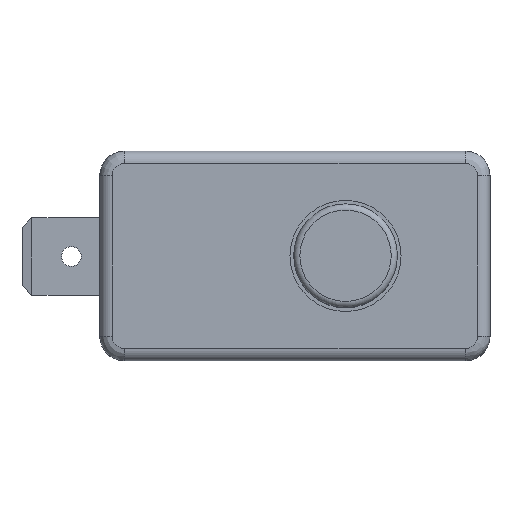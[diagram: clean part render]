
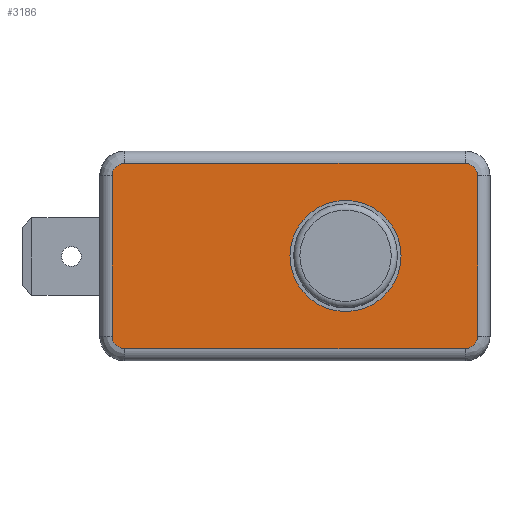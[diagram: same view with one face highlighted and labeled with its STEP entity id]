
A CAD part, top view. The second image highlights one B-rep face of the part: STEP entity #3186.
In plain terms, the highlighted planar face has unit normal (0, 0, 1).
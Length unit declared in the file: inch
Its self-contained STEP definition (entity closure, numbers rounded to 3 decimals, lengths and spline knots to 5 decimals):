
#2712=CARTESIAN_POINT('',(-0.70472,0.29528,0.07874));
#2713=VERTEX_POINT('',#2712);
#2721=CARTESIAN_POINT('',(0.38189,0.29528,0.07874));
#2722=VERTEX_POINT('',#2721);
#2723=CARTESIAN_POINT('',(-0.70472,0.29528,0.07874));
#2724=DIRECTION('',(1.0,0.0,0.0));
#2725=VECTOR('',#2724,1.08661);
#2726=LINE('',#2723,#2725);
#2727=EDGE_CURVE('',#2713,#2722,#2726,.T.);
#2782=CARTESIAN_POINT('',(-0.74409,0.25591,0.07874));
#2783=VERTEX_POINT('',#2782);
#2791=CARTESIAN_POINT('',(-0.70472,0.25591,0.07874));
#2792=DIRECTION('',(0.0,0.0,-1.0));
#2793=DIRECTION('',(-0.707,0.707,0.0));
#2794=AXIS2_PLACEMENT_3D('',#2791,#2792,#2793);
#2795=CIRCLE('',#2794,0.03937);
#2796=EDGE_CURVE('',#2783,#2713,#2795,.T.);
#2832=CARTESIAN_POINT('',(0.42126,0.25591,0.07874));
#2833=VERTEX_POINT('',#2832);
#2851=CARTESIAN_POINT('',(0.38189,0.25591,0.07874));
#2852=DIRECTION('',(0.0,0.0,-1.0));
#2853=DIRECTION('',(0.707,0.707,0.0));
#2854=AXIS2_PLACEMENT_3D('',#2851,#2852,#2853);
#2855=CIRCLE('',#2854,0.03937);
#2856=EDGE_CURVE('',#2722,#2833,#2855,.T.);
#2868=CARTESIAN_POINT('',(-0.74409,-0.25591,0.07874));
#2869=VERTEX_POINT('',#2868);
#2877=CARTESIAN_POINT('',(-0.74409,-0.25591,0.07874));
#2878=DIRECTION('',(0.0,1.0,0.0));
#2879=VECTOR('',#2878,0.51181);
#2880=LINE('',#2877,#2879);
#2881=EDGE_CURVE('',#2869,#2783,#2880,.T.);
#2898=CARTESIAN_POINT('',(0.42126,-0.25591,0.07874));
#2899=VERTEX_POINT('',#2898);
#2916=CARTESIAN_POINT('',(0.42126,0.25591,0.07874));
#2917=DIRECTION('',(0.0,-1.0,0.0));
#2918=VECTOR('',#2917,0.51181);
#2919=LINE('',#2916,#2918);
#2920=EDGE_CURVE('',#2833,#2899,#2919,.T.);
#2944=CARTESIAN_POINT('',(-0.70472,-0.29528,0.07874));
#2945=VERTEX_POINT('',#2944);
#2953=CARTESIAN_POINT('',(-0.70472,-0.25591,0.07874));
#2954=DIRECTION('',(0.0,0.0,-1.0));
#2955=DIRECTION('',(-0.707,-0.707,0.0));
#2956=AXIS2_PLACEMENT_3D('',#2953,#2954,#2955);
#2957=CIRCLE('',#2956,0.03937);
#2958=EDGE_CURVE('',#2945,#2869,#2957,.T.);
#3004=CARTESIAN_POINT('',(0.38189,-0.29528,0.07874));
#3005=VERTEX_POINT('',#3004);
#3023=CARTESIAN_POINT('',(0.38189,-0.25591,0.07874));
#3024=DIRECTION('',(0.0,0.0,-1.0));
#3025=DIRECTION('',(0.707,-0.707,0.0));
#3026=AXIS2_PLACEMENT_3D('',#3023,#3024,#3025);
#3027=CIRCLE('',#3026,0.03937);
#3028=EDGE_CURVE('',#2899,#3005,#3027,.T.);
#3046=CARTESIAN_POINT('',(0.38189,-0.29528,0.07874));
#3047=DIRECTION('',(-1.0,0.0,0.0));
#3048=VECTOR('',#3047,1.08661);
#3049=LINE('',#3046,#3048);
#3050=EDGE_CURVE('',#3005,#2945,#3049,.T.);
#3160=CARTESIAN_POINT('',(-0.80236,-0.3248,0.07874));
#3161=DIRECTION('',(0.0,0.0,1.0));
#3162=DIRECTION('',(1.0,0.0,0.0));
#3163=AXIS2_PLACEMENT_3D('',#3160,#3161,#3162);
#3164=PLANE('',#3163);
#3165=ORIENTED_EDGE('',*,*,#2727,.F.);
#3166=ORIENTED_EDGE('',*,*,#2796,.F.);
#3167=ORIENTED_EDGE('',*,*,#2881,.F.);
#3168=ORIENTED_EDGE('',*,*,#2958,.F.);
#3169=ORIENTED_EDGE('',*,*,#3050,.F.);
#3170=ORIENTED_EDGE('',*,*,#3028,.F.);
#3171=ORIENTED_EDGE('',*,*,#2920,.F.);
#3172=ORIENTED_EDGE('',*,*,#2856,.F.);
#3173=EDGE_LOOP('',(#3165,#3166,#3167,#3168,#3169,#3170,#3171,#3172));
#3174=FACE_OUTER_BOUND('',#3173,.T.);
#3175=CARTESIAN_POINT('',(0.17717,0.,0.07874));
#3176=VERTEX_POINT('',#3175);
#3177=CARTESIAN_POINT('',(0.0,0.0,0.07874));
#3178=DIRECTION('',(0.0,0.0,-1.0));
#3179=DIRECTION('',(-1.0,0.0,0.0));
#3180=AXIS2_PLACEMENT_3D('',#3177,#3178,#3179);
#3181=CIRCLE('',#3180,0.17717);
#3182=EDGE_CURVE('',#3176,#3176,#3181,.T.);
#3183=ORIENTED_EDGE('',*,*,#3182,.T.);
#3184=EDGE_LOOP('',(#3183));
#3185=FACE_BOUND('',#3184,.T.);
#3186=ADVANCED_FACE('',(#3174,#3185),#3164,.T.);
